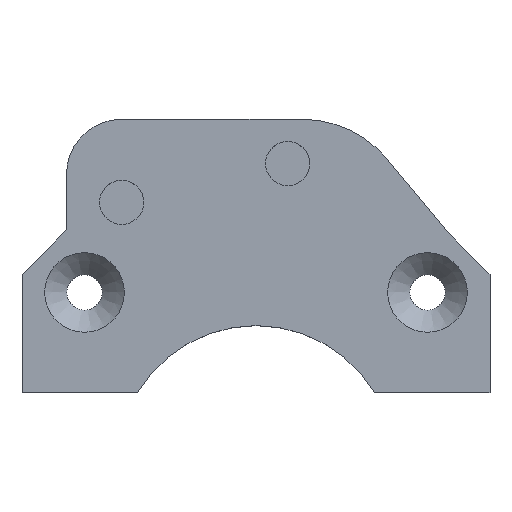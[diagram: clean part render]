
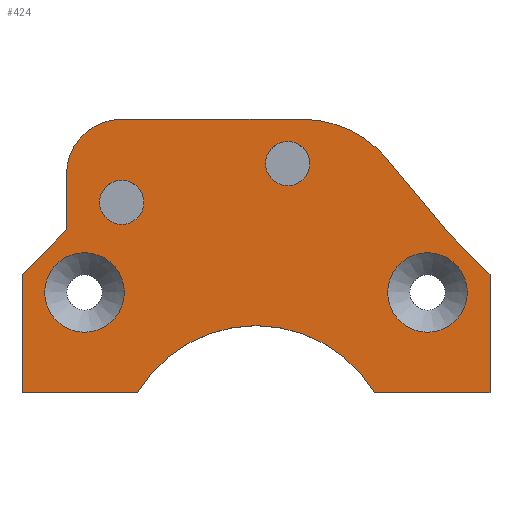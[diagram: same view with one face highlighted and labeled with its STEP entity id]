
A CAD part, top view. The second image highlights one B-rep face of the part: STEP entity #424.
In plain terms, the highlighted planar face has unit normal (0, 0, 1).
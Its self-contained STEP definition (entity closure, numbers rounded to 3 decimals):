
#15=FACE_BOUND('',#70,.T.);
#16=FACE_BOUND('',#71,.T.);
#17=FACE_BOUND('',#72,.T.);
#18=FACE_BOUND('',#73,.T.);
#25=PLANE('',#469);
#44=FACE_OUTER_BOUND('',#69,.T.);
#69=EDGE_LOOP('',(#308,#309,#310,#311,#312,#313,#314,#315,#316,#317,#318,
#319,#320));
#70=EDGE_LOOP('',(#321));
#71=EDGE_LOOP('',(#322));
#72=EDGE_LOOP('',(#323));
#73=EDGE_LOOP('',(#324));
#98=LINE('',#652,#141);
#99=LINE('',#656,#142);
#100=LINE('',#658,#143);
#101=LINE('',#660,#144);
#102=LINE('',#662,#145);
#103=LINE('',#664,#146);
#104=LINE('',#668,#147);
#105=LINE('',#670,#148);
#106=LINE('',#672,#149);
#107=LINE('',#673,#150);
#141=VECTOR('',#530,10.);
#142=VECTOR('',#533,10.);
#143=VECTOR('',#534,10.);
#144=VECTOR('',#535,10.);
#145=VECTOR('',#536,10.);
#146=VECTOR('',#537,10.);
#147=VECTOR('',#540,10.);
#148=VECTOR('',#541,10.);
#149=VECTOR('',#542,10.);
#150=VECTOR('',#543,10.);
#181=CIRCLE('',#459,2.);
#183=CIRCLE('',#463,2.);
#185=CIRCLE('',#467,3.6);
#187=CIRCLE('',#470,10.);
#188=CIRCLE('',#471,5.);
#189=CIRCLE('',#472,12.5);
#190=CIRCLE('',#473,3.6);
#197=VERTEX_POINT('',#628);
#199=VERTEX_POINT('',#635);
#201=VERTEX_POINT('',#642);
#203=VERTEX_POINT('',#648);
#204=VERTEX_POINT('',#649);
#205=VERTEX_POINT('',#651);
#206=VERTEX_POINT('',#653);
#207=VERTEX_POINT('',#655);
#208=VERTEX_POINT('',#657);
#209=VERTEX_POINT('',#659);
#210=VERTEX_POINT('',#661);
#211=VERTEX_POINT('',#663);
#212=VERTEX_POINT('',#665);
#213=VERTEX_POINT('',#667);
#214=VERTEX_POINT('',#669);
#215=VERTEX_POINT('',#671);
#216=VERTEX_POINT('',#674);
#235=EDGE_CURVE('',#197,#197,#181,.T.);
#238=EDGE_CURVE('',#199,#199,#183,.T.);
#241=EDGE_CURVE('',#201,#201,#185,.T.);
#244=EDGE_CURVE('',#203,#204,#187,.T.);
#245=EDGE_CURVE('',#205,#203,#98,.T.);
#246=EDGE_CURVE('',#206,#205,#188,.T.);
#247=EDGE_CURVE('',#207,#206,#99,.T.);
#248=EDGE_CURVE('',#207,#208,#100,.T.);
#249=EDGE_CURVE('',#208,#209,#101,.T.);
#250=EDGE_CURVE('',#209,#210,#102,.T.);
#251=EDGE_CURVE('',#210,#211,#103,.T.);
#252=EDGE_CURVE('',#211,#212,#189,.T.);
#253=EDGE_CURVE('',#212,#213,#104,.T.);
#254=EDGE_CURVE('',#213,#214,#105,.T.);
#255=EDGE_CURVE('',#214,#215,#106,.T.);
#256=EDGE_CURVE('',#215,#204,#107,.T.);
#257=EDGE_CURVE('',#216,#216,#190,.T.);
#308=ORIENTED_EDGE('',*,*,#244,.F.);
#309=ORIENTED_EDGE('',*,*,#245,.F.);
#310=ORIENTED_EDGE('',*,*,#246,.F.);
#311=ORIENTED_EDGE('',*,*,#247,.F.);
#312=ORIENTED_EDGE('',*,*,#248,.T.);
#313=ORIENTED_EDGE('',*,*,#249,.T.);
#314=ORIENTED_EDGE('',*,*,#250,.T.);
#315=ORIENTED_EDGE('',*,*,#251,.T.);
#316=ORIENTED_EDGE('',*,*,#252,.T.);
#317=ORIENTED_EDGE('',*,*,#253,.T.);
#318=ORIENTED_EDGE('',*,*,#254,.T.);
#319=ORIENTED_EDGE('',*,*,#255,.T.);
#320=ORIENTED_EDGE('',*,*,#256,.T.);
#321=ORIENTED_EDGE('',*,*,#238,.F.);
#322=ORIENTED_EDGE('',*,*,#235,.F.);
#323=ORIENTED_EDGE('',*,*,#257,.F.);
#324=ORIENTED_EDGE('',*,*,#241,.F.);
#424=ADVANCED_FACE('',(#44,#15,#16,#17,#18),#25,.T.);
#459=AXIS2_PLACEMENT_3D('',#629,#503,#504);
#463=AXIS2_PLACEMENT_3D('',#636,#512,#513);
#467=AXIS2_PLACEMENT_3D('',#643,#521,#522);
#469=AXIS2_PLACEMENT_3D('',#647,#526,#527);
#470=AXIS2_PLACEMENT_3D('',#650,#528,#529);
#471=AXIS2_PLACEMENT_3D('',#654,#531,#532);
#472=AXIS2_PLACEMENT_3D('',#666,#538,#539);
#473=AXIS2_PLACEMENT_3D('',#675,#544,#545);
#503=DIRECTION('center_axis',(0.,0.,
1.));
#504=DIRECTION('ref_axis',(-1.,0.,0.));
#512=DIRECTION('center_axis',(0.,0.,
1.));
#513=DIRECTION('ref_axis',(-1.,0.,0.));
#521=DIRECTION('center_axis',(0.,0.,
1.));
#522=DIRECTION('ref_axis',(-1.,0.,0.));
#526=DIRECTION('center_axis',(0.,0.,
1.));
#527=DIRECTION('ref_axis',(-1.,0.,0.));
#528=DIRECTION('center_axis',(0.,0.,
-1.));
#529=DIRECTION('ref_axis',(0.426,0.905,0.));
#530=DIRECTION('',(1.,0.,0.));
#531=DIRECTION('center_axis',(0.,0.,
-1.));
#532=DIRECTION('ref_axis',(-0.707,0.707,0.));
#533=DIRECTION('',(0.,1.,0.));
#534=DIRECTION('',(-1.,0.,0.));
#535=DIRECTION('',(-0.707,-0.707,0.));
#536=DIRECTION('',(0.,-1.,0.));
#537=DIRECTION('',(1.,0.,0.));
#538=DIRECTION('center_axis',(0.,0.,
-1.));
#539=DIRECTION('ref_axis',(0.857,0.516,0.));
#540=DIRECTION('',(1.,0.,0.));
#541=DIRECTION('',(0.,1.,0.));
#542=DIRECTION('',(-0.707,0.707,0.));
#543=DIRECTION('',(-0.638,0.77,0.));
#544=DIRECTION('center_axis',(0.,0.,
1.));
#545=DIRECTION('ref_axis',(-1.,0.,0.));
#628=CARTESIAN_POINT('',(126.,27.205,38.86));
#629=CARTESIAN_POINT('Origin',(124.,27.205,38.86));
#635=CARTESIAN_POINT('',(111.,23.705,38.86));
#636=CARTESIAN_POINT('Origin',(109.,23.705,38.86));
#642=CARTESIAN_POINT('',(140.232,15.555,38.86));
#643=CARTESIAN_POINT('Origin',(136.632,15.555,38.86));
#647=CARTESIAN_POINT('Origin',(121.132,13.853,38.86));
#648=CARTESIAN_POINT('',(125.298,31.205,38.86));
#649=CARTESIAN_POINT('',(132.999,27.584,38.86));
#650=CARTESIAN_POINT('Origin',(125.298,21.205,38.86));
#651=CARTESIAN_POINT('',(109.,31.205,38.86));
#652=CARTESIAN_POINT('',(138.282,31.205,38.86));
#653=CARTESIAN_POINT('',(104.,26.205,38.86));
#654=CARTESIAN_POINT('Origin',(109.,26.205,38.86));
#655=CARTESIAN_POINT('',(104.,21.205,38.86));
#656=CARTESIAN_POINT('',(104.,21.205,38.86));
#657=CARTESIAN_POINT('',(103.982,21.205,38.86));
#658=CARTESIAN_POINT('',(103.982,21.205,38.86));
#659=CARTESIAN_POINT('',(99.982,17.205,38.86));
#660=CARTESIAN_POINT('',(103.982,21.205,38.86));
#661=CARTESIAN_POINT('',(99.982,6.5,38.86));
#662=CARTESIAN_POINT('',(99.982,17.205,38.86));
#663=CARTESIAN_POINT('',(110.421,6.5,38.86));
#664=CARTESIAN_POINT('',(99.982,6.5,38.86));
#665=CARTESIAN_POINT('',(131.842,6.5,38.86));
#666=CARTESIAN_POINT('Origin',(121.132,0.055,38.86));
#667=CARTESIAN_POINT('',(142.282,6.5,38.86));
#668=CARTESIAN_POINT('',(99.982,6.5,38.86));
#669=CARTESIAN_POINT('',(142.282,17.205,38.86));
#670=CARTESIAN_POINT('',(142.282,6.5,38.86));
#671=CARTESIAN_POINT('',(138.282,21.205,38.86));
#672=CARTESIAN_POINT('',(142.282,17.205,38.86));
#673=CARTESIAN_POINT('',(136.599,23.237,38.86));
#674=CARTESIAN_POINT('',(109.232,15.555,38.86));
#675=CARTESIAN_POINT('Origin',(105.632,15.555,38.86));
